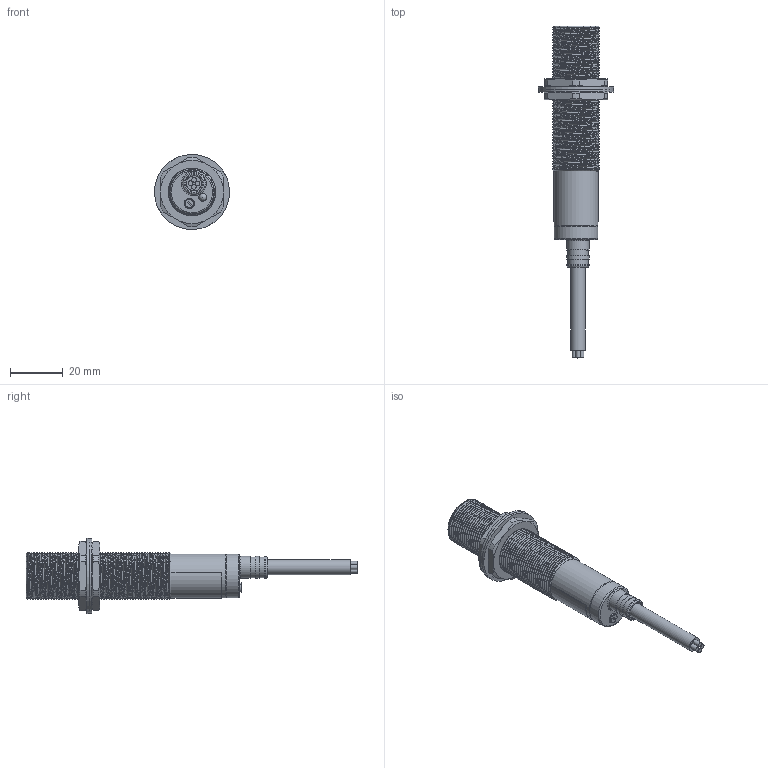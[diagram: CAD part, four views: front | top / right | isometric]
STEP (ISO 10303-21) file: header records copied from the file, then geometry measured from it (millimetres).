
FILE_DESCRIPTION(/* description */ ('Unknown'),/* implementation_level */ '2;1');
FILE_NAME(/* name */ '_VBO-M18-76V',/* time_stamp */ '2021-09-30T11:51:59+05:00',/* author */ ('Unknown'),/* organization */ ('Unknown'),/* preprocessor_version */ 'ST-DEVELOPER v16.7',/* originating_system */ 'Solid Edge',/* authorisation */ 'Unknown');
FILE_SCHEMA (('AUTOMOTIVE_DESIGN {1 0 10303 214 3 1 1}'));
Length unit declared in the file: millimetre
Products named in the file (20): 12.066.000 (ﾂ); 12.394.000 Ñáîðêà ïëàòû ïå÷àòíîé; 12.383.100; Ã1.011 (Êîëïà÷îê); Ä2.008 Äåðæàòåëü; BPV11F ôîòîòðàíçèñòîð îáðåç; TSAL6100 Ñâåòîäèîä èíôðàêðàñ ; 12.614.000 Ïëàòà ïå÷àòíàÿ; 凎賥嚦闉 MF-0,125鎗-10 昡; À0.184 (Êîðïóñ); 椯鴀殣罻; Êîëüöî 1,50õ1,0 (001,5-003,5-1,0); Ý6.007   (Þ01Ý611Õ)  Êàáåëü ; Ê0.009 Óäëèíèòåëü ðåãóëèðîâî÷íîãî ðåçèñòîðà; Êîëüöî 13,0õ1,0 (013-015-10); Ê1.004 Ãàéêà Ì18õ1; 謥賥嚦闉 3266W; L-34ID êðàñíûé íîæêè 6 ìì; ﾊ2.001 ﾘ琺矜 ⅰⅱ浯; Á0.102 Êðûøêà
Assembly tree (22 placements, depth 4):
  12.066.000 (ﾂ)
    12.394.000 Ñáîðêà ïëàòû ïå÷àòíîé
      12.383.100
        Ã1.011 (Êîëïà÷îê)
        Ä2.008 Äåðæàòåëü
        BPV11F ôîòîòðàíçèñòîð îáðåç
        TSAL6100 Ñâåòîäèîä èíôðàêðàñ 
      12.614.000 Ïëàòà ïå÷àòíàÿ
      凎賥嚦闉 MF-0,125鎗-10 昡
    À0.184 (Êîðïóñ)
    椯鴀殣罻
    Êîëüöî 1,50õ1,0 (001,5-003,5-1,0)
    Ý6.007   (Þ01Ý611Õ)  Êàáåëü 
    Ê0.009 Óäëèíèòåëü ðåãóëèðîâî÷íîãî ðåçèñòîðà
    Êîëüöî 13,0õ1,0 (013-015-10)  x2
    Ê1.004 Ãàéêà Ì18õ1  x2
    謥賥嚦闉 3266W
    L-34ID êðàñíûé íîæêè 6 ìì
    ﾊ2.001 ﾘ琺矜 ⅰⅱ浯  x2
    Á0.102 Êðûøêà
Bounding box: 28.49 x 126.05 x 28.49 mm (x, y, z)
Volume: 15981.1 mm3; surface area: 23316.4 mm2
Topology: 20 solids, 21 shells, 617 faces, 1516 edges, 990 vertices
Faces by surface type: plane 331, cylinder 211, cone 41, torus 25, sphere 5, bspline 4
Full cylindrical faces by diameter (mm): 0.5 x4, 0.6 x4, 0.8 x4, 1 x1, 1.78 x1, 1.8 x8, 2 x2, 2.15 x1, 2.4 x1, 3 x2, 3.5 x2, 3.55 x1, 4.7 x2, 5 x2, 5.1 x2, 5.6 x1, 5.7 x1, 5.95 x1, 7.8 x2, 8.4 x3, 12 x2, 12.6 x1, 13.6 x1, 13.75 x1, 13.8 x1, 15.1 x3, 15.2 x3, 15.25 x1, 15.38 x1, 15.5 x1
Entity records: 21076 total; most frequent: CARTESIAN_POINT 7959, DIRECTION 2472, ORIENTED_EDGE 2152, EDGE_CURVE 1076, AXIS2_PLACEMENT_3D 908, VERTEX_POINT 760, FACE_BOUND 690, EDGE_LOOP 688
